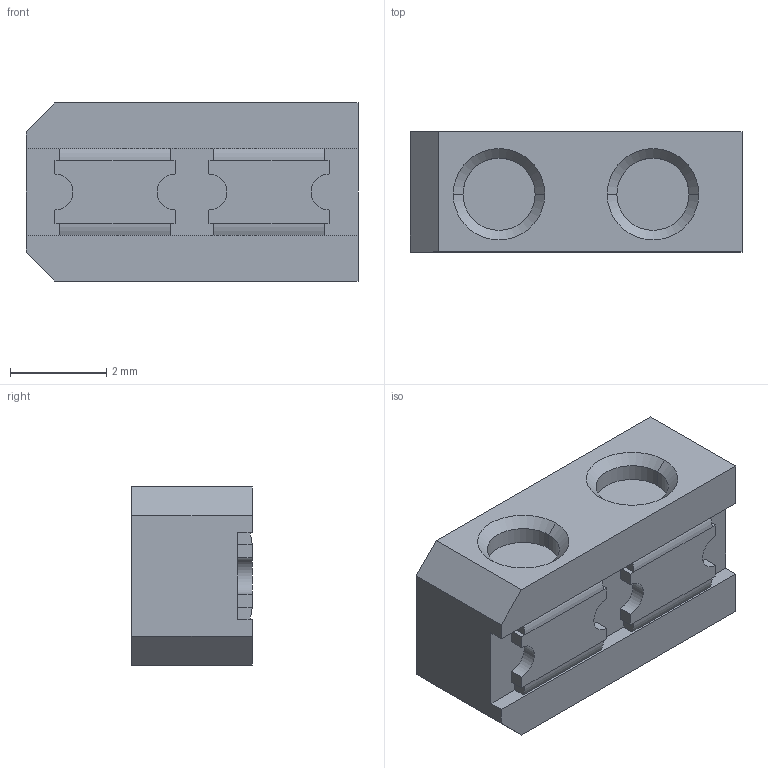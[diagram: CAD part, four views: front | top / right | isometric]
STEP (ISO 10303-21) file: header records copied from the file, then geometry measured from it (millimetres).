
FILE_DESCRIPTION (( 'STEP AP214' ), '1' );
FILE_NAME ('AVX-00-9176-002-8X3-906.STEP', '2019-01-28T18:57:27', ( '' ), ( '' ), 'SwSTEP 2.0', 'SolidWorks 2019', '' );
FILE_SCHEMA (( 'AUTOMOTIVE_DESIGN' ));
Length unit declared in the file: millimetre
Products named in the file (2): AVX-00-9176-002-8X3-906_00-9176-002-8X3-X06-STP-BM; AVX-00-9176-002-8X3-906
Assembly tree (1 placements, depth 2):
  AVX-00-9176-002-8X3-906
    AVX-00-9176-002-8X3-906_00-9176-002-8X3-X06-STP-BM
Bounding box: 6.9 x 2.5 x 3.7 mm (x, y, z)
Volume: 57.1 mm3; surface area: 116.6 mm2
Topology: 1 solids, 1 shells, 198 faces, 524 edges, 344 vertices
Faces by surface type: plane 174, cylinder 16, cone 8
Entity records: 6084 total; most frequent: CARTESIAN_POINT 1072, ORIENTED_EDGE 1048, DIRECTION 966, EDGE_CURVE 524, VECTOR 482, LINE 482, VERTEX_POINT 344, AXIS2_PLACEMENT_3D 242
